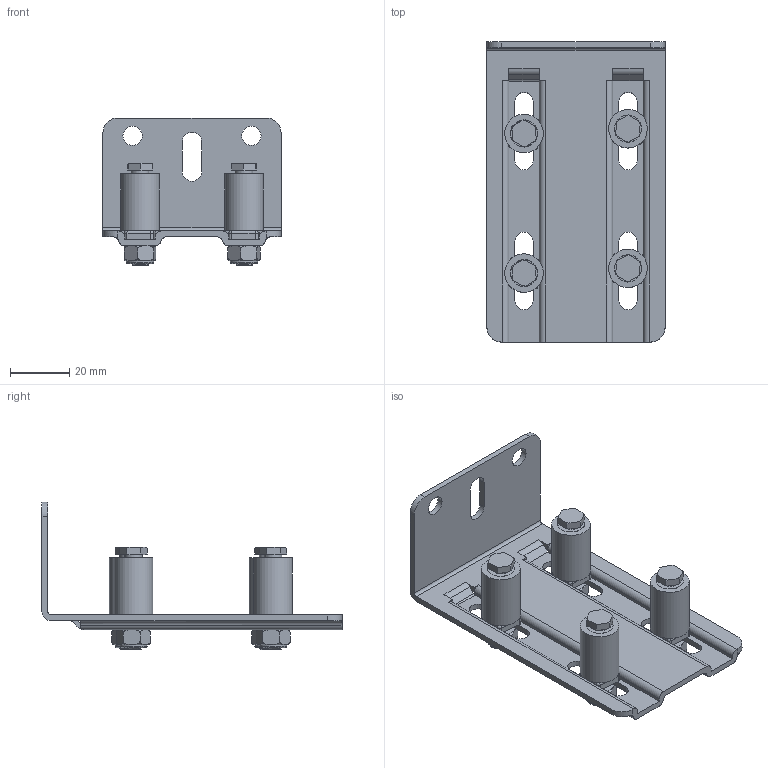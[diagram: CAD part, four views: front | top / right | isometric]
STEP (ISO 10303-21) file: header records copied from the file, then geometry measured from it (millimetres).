
FILE_DESCRIPTION(/* description */ (''),/* implementation_level */ '2;1');
FILE_NAME(/* name */ '1128D.stp',/* time_stamp */ '2019-08-05T12:13:05+02:00',/* author */ ('DIDIERR'),/* organization */ (''),/* preprocessor_version */ 'ST-DEVELOPER v17.2',/* originating_system */ 'Autodesk Inventor 2019',/* authorisation */ '');
FILE_SCHEMA (('AUTOMOTIVE_DESIGN { 1 0 10303 214 3 1 1 }'));
Length unit declared in the file: millimetre
Products named in the file (6): 1128D; 20084_A; 06021; 20131; 20135; 09145
Assembly tree (17 placements, depth 2):
  1128D
    20084_A
    20131  x4
    20135  x4
    06021  x4
    09145  x4
Bounding box: 60 x 101 x 49.8 mm (x, y, z)
Volume: 30374.8 mm3; surface area: 34784 mm2
Topology: 21 solids, 21 shells, 447 faces, 1109 edges, 728 vertices
Faces by surface type: plane 186, cylinder 165, cone 60, sphere 16, torus 12, bspline 8
Full cylindrical faces by diameter (mm): 4.917 x8, 6 x40, 6.1 x4, 6.5 x2, 8 x4, 9 x8, 9.1 x8, 9.182 x4, 10 x8, 10.1 x4, 13 x4
Entity records: 7340 total; most frequent: CARTESIAN_POINT 2622, DIRECTION 940, ORIENTED_EDGE 922, EDGE_CURVE 461, AXIS2_PLACEMENT_3D 352, VERTEX_POINT 299, LINE 236, VECTOR 236
